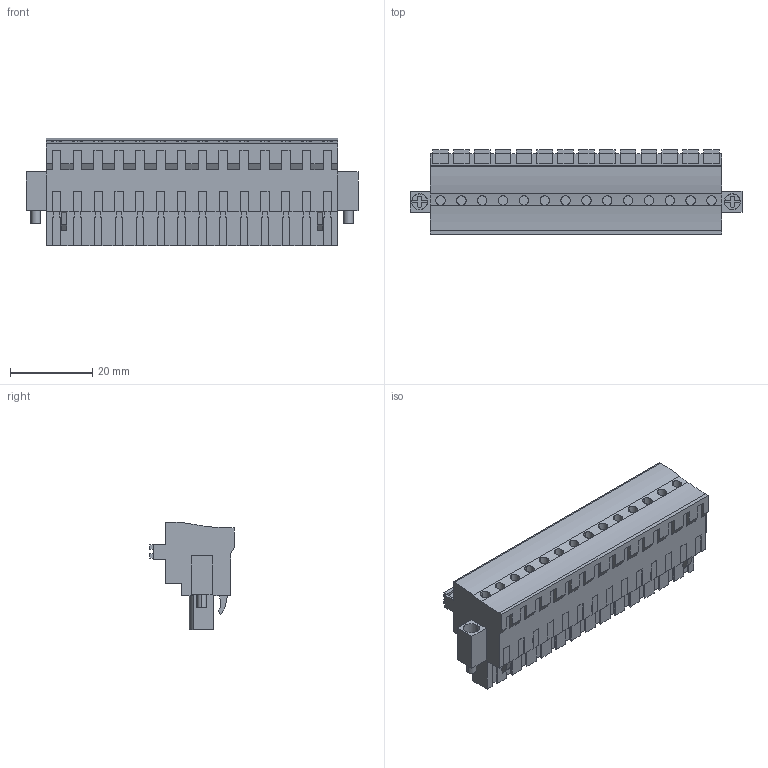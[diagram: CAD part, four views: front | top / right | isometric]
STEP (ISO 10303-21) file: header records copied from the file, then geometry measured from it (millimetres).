
FILE_DESCRIPTION(('CATIA V5 STEP Exchange','CAx-IF Rec.Pracs.--- Model Styling and Organization---1.2---2011-12-15'),'2;1');
FILE_NAME ('D1461184_0_1983010000_1983010000.stp','2017-10-30T15:23:39+00:00',('none'),('Weidmueller'),'CATIA Version 5-6 Release 2014','CATIA V5 STEP AP214','none');
FILE_SCHEMA(('AUTOMOTIVE_DESIGN { 1 0 10303 214 1 1 1 1 }'));
Length unit declared in the file: millimetre
Products named in the file (1): 1983010000
Bounding box: 80.92 x 20.64 x 26.24 mm (x, y, z)
Volume: 21405 mm3; surface area: 10847.2 mm2
Topology: 17 solids, 17 shells, 1022 faces, 2831 edges, 1907 vertices
Faces by surface type: plane 859, cylinder 163
Entity records: 29573 total; most frequent: ORIENTED_EDGE 5662, CARTESIAN_POINT 5459, DIRECTION 3795, EDGE_CURVE 2831, VECTOR 2497, LINE 2497, VERTEX_POINT 1907, EDGE_LOOP 1090
